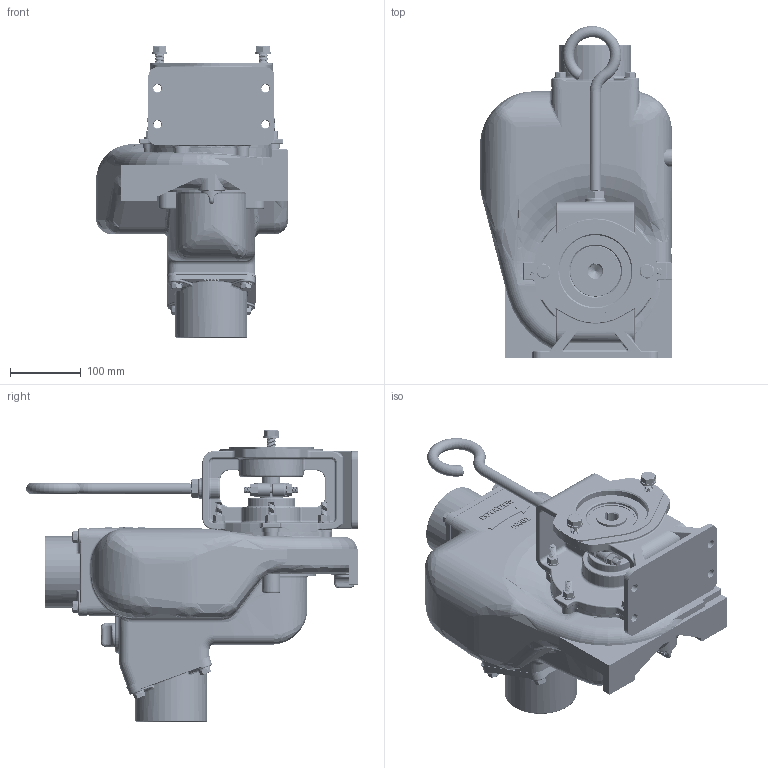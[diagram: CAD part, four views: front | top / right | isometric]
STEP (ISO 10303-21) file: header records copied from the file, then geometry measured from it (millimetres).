
FILE_DESCRIPTION(/* description */ ('3" PUMP W/HYDRAULIC ADAPTOR'),/* implementation_level */ '2;1');
FILE_NAME(/* name */ '300PIHA.stp',/* time_stamp */ '2022-09-29T12:09:00-04:00',/* author */ ('bgilbert'),/* organization */ (''),/* preprocessor_version */ 'ST-DEVELOPER v18.1',/* originating_system */ 'Autodesk Inventor 2022',/* authorisation */ '');
FILE_SCHEMA (('CONFIG_CONTROL_DESIGN'));
Products named in the file (38): 300PIHA; 18126; 18001; 18004; 18008; 18009; 18012; 18013; 18013X; 18014; 18015; 18016; V07019; V07018; 18106; 18010SS; 18218; 18049; 12777; 13777; 13778; UV15163; 18029; 18029B; 18030; 18032; 18023SS; 18023SSX; 18033; 18034; V20018; V20019; 18055; 17449; 18058; 18502; 18025; 18021
Assembly tree (75 placements, depth 4):
  300PIHA
    18126
      18001
      18004
      18008
      18009
      18012
      18013
        18013X
        18014
        18015
        18016
        V07019
        V07018
      18106  x2
      18010SS  x8
      18218  x6
      V20018  x8
    18049
    12777
    13777
    13778
    UV15163
    18029
      18029B  x2
      18030  x2
      18032  x2
      V20018  x2
    18023SS
      18023SSX
    18033
    18034
    V20018  x6
    V20019  x6
    18055
    17449  x2
    18058  x2
    18502
    18025
    18021
Bounding box: 270.51 x 468.17 x 411.07 mm (x, y, z)
Volume: 5491004.7 mm3; surface area: 1445476.8 mm2
Topology: 71 solids, 71 shells, 6340 faces, 15503 edges, 9320 vertices
Faces by surface type: cylinder 2182, cone 1473, plane 1275, bspline 1040, torus 313, sphere 57
Full cylindrical faces by diameter (mm): 5.994 x1, 6.35 x3, 7.144 x3, 7.633 x108, 7.798 x16, 8.15 x12, 8.236 x30, 8.57 x46, 9.525 x86, 10.319 x24, 10.592 x2, 11.112 x10, 11.906 x4, 12.7 x2, 13.127 x15, 13.386 x1, 15.875 x1, 17.78 x1, 22.631 x1, 25.387 x1, 25.451 x1, 25.527 x1, 28.575 x1, 28.702 x1, 29.718 x1, 30 x1, 30.01 x1, 33.274 x1, 34.925 x1, 36.35 x2
Entity records: 183810 total; most frequent: CARTESIAN_POINT 93511, ORIENTED_EDGE 20012, DIRECTION 16082, EDGE_CURVE 10006, VERTEX_POINT 6203, AXIS2_PLACEMENT_3D 6076, EDGE_LOOP 4241, FACE_OUTER_BOUND 3980
